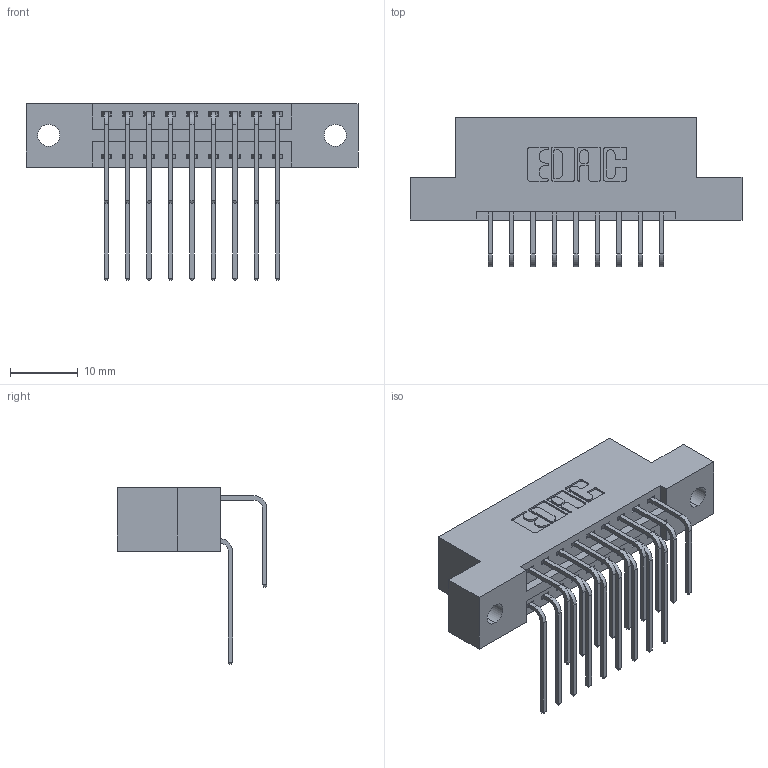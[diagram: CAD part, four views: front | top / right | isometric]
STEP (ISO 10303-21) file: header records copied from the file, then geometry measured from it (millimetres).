
FILE_DESCRIPTION (( 'STEP AP203' ), '1' );
FILE_NAME ('396-018-558-202.STEP', '2018-09-01T03:06:40', ( '' ), ( '' ), 'SwSTEP 2.0', 'SolidWorks 2016', '' );
FILE_SCHEMA (( 'CONFIG_CONTROL_DESIGN' ));
Length unit declared in the file: inch
Products named in the file (4): 346 Part_Flush Mounting Lugs - 0.128 Dia; 345-292-001_558 559 Tail - 1; 345-292-001_558 Tail - 2; 396-018-558-202
Assembly tree (19 placements, depth 2):
  396-018-558-202
    346 Part_Flush Mounting Lugs - 0.128 Dia
    345-292-001_558 559 Tail - 1  x9
    345-292-001_558 Tail - 2  x9
Bounding box: 49.15 x 22.16 x 26.16 mm (x, y, z)
Volume: 4603.5 mm3; surface area: 6038 mm2
Topology: 19 solids, 19 shells, 1094 faces, 3227 edges, 2126 vertices
Faces by surface type: plane 742, cylinder 352
Entity records: 12103 total; most frequent: CARTESIAN_POINT 2091, ORIENTED_EDGE 1974, DIRECTION 1867, EDGE_CURVE 987, LINE 779, VECTOR 779, VERTEX_POINT 654, AXIS2_PLACEMENT_3D 544
